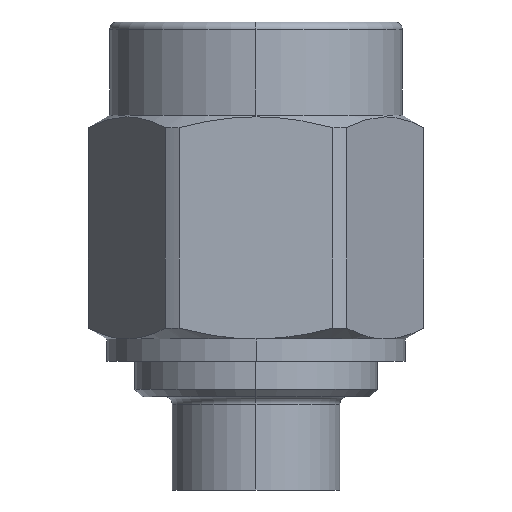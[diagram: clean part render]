
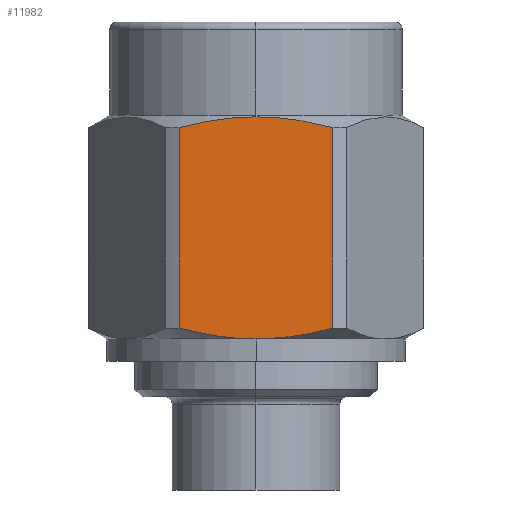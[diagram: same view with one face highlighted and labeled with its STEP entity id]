
A CAD part, left-side view. The second image highlights one B-rep face of the part: STEP entity #11982.
In plain terms, the highlighted planar face has unit normal (-1, 0, 0).
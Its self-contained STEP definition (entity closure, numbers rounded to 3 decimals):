
#187 = CARTESIAN_POINT ( 'NONE',  ( -4., 0., -5.75 ) ) ;
#288 = CARTESIAN_POINT ( 'NONE',  ( -4., 2.062, -0.082 ) ) ;
#558 = CARTESIAN_POINT ( 'NONE',  ( -4., 2.062, -0.082 ) ) ;
#559 = CARTESIAN_POINT ( 'NONE',  ( -4., 1.727, 0.006 ) ) ;
#560 = CARTESIAN_POINT ( 'NONE',  ( -4., 1.389, 0.079 ) ) ;
#561 = CARTESIAN_POINT ( 'NONE',  ( -4., 0.699, 0.18 ) ) ;
#562 = CARTESIAN_POINT ( 'NONE',  ( -4., 0.347, 0.207 ) ) ;
#563 = CARTESIAN_POINT ( 'NONE',  ( -4., 0., 0.207 ) ) ;
#565 = B_SPLINE_CURVE_WITH_KNOTS ( 'NONE', 3,
 ( #563, #562, #561, #560, #559, #558 ),
 .UNSPECIFIED., .F., .F.,
 ( 4, 2, 4 ),
 ( 0.006, 0.007, 0.009 ),
 .UNSPECIFIED. ) ;
#613 = AXIS2_PLACEMENT_3D ( 'NONE', #633, #632, #691 ) ;
#622 = FACE_OUTER_BOUND ( 'NONE', #11966, .T. ) ;
#632 = DIRECTION ( 'NONE',  ( -1., 0., 0. ) ) ;
#633 = CARTESIAN_POINT ( 'NONE',  ( -4., 2.309, -6.35 ) ) ;
#654 = PLANE ( 'NONE',  #613 ) ;
#691 = DIRECTION ( 'NONE',  ( 0., 0., 1. ) ) ;
#1446 = CARTESIAN_POINT ( 'NONE',  ( -4., 0., 0.207 ) ) ;
#5146 = EDGE_CURVE ( 'NONE', #6217, #5155, #7790, .T. ) ;
#5155 = VERTEX_POINT ( 'NONE', #7908 ) ;
#5800 = VERTEX_POINT ( 'NONE', #16186 ) ;
#5806 = EDGE_CURVE ( 'NONE', #5800, #12237, #16210, .T. ) ;
#6217 = VERTEX_POINT ( 'NONE', #288 ) ;
#6320 = EDGE_CURVE ( 'NONE', #12237, #6217, #565, .T. ) ;
#6327 = VERTEX_POINT ( 'NONE', #187 ) ;
#7790 = LINE ( 'NONE', #7812, #7810 ) ;
#7810 = VECTOR ( 'NONE', #7875, 1000. ) ;
#7812 = CARTESIAN_POINT ( 'NONE',  ( -4., 2.062, 2.75 ) ) ;
#7875 = DIRECTION ( 'NONE',  ( 0., 0., -1. ) ) ;
#7908 = CARTESIAN_POINT ( 'NONE',  ( -4., 2.062, -5.461 ) ) ;
#10818 = CARTESIAN_POINT ( 'NONE',  ( -4., -2.062, -5.461 ) ) ;
#10819 = CARTESIAN_POINT ( 'NONE',  ( -4., -1.724, -5.551 ) ) ;
#10820 = CARTESIAN_POINT ( 'NONE',  ( -4., -1.381, -5.624 ) ) ;
#10821 = CARTESIAN_POINT ( 'NONE',  ( -4., -0.693, -5.723 ) ) ;
#10822 = CARTESIAN_POINT ( 'NONE',  ( -4., -0.347, -5.75 ) ) ;
#10823 = CARTESIAN_POINT ( 'NONE',  ( -4., 0., -5.75 ) ) ;
#10827 = B_SPLINE_CURVE_WITH_KNOTS ( 'NONE', 3,
 ( #10823, #10822, #10821, #10820, #10819, #10818 ),
 .UNSPECIFIED., .F., .F.,
 ( 4, 2, 4 ),
 ( 0.004, 0.005, 0.006 ),
 .UNSPECIFIED. ) ;
#10885 = CARTESIAN_POINT ( 'NONE',  ( -4., 0., -5.75 ) ) ;
#10886 = CARTESIAN_POINT ( 'NONE',  ( -4., 0.347, -5.75 ) ) ;
#10887 = CARTESIAN_POINT ( 'NONE',  ( -4., 0.699, -5.723 ) ) ;
#10888 = CARTESIAN_POINT ( 'NONE',  ( -4., 1.389, -5.622 ) ) ;
#10889 = CARTESIAN_POINT ( 'NONE',  ( -4., 1.727, -5.55 ) ) ;
#10890 = CARTESIAN_POINT ( 'NONE',  ( -4., 2.062, -5.461 ) ) ;
#10894 = B_SPLINE_CURVE_WITH_KNOTS ( 'NONE', 3,
 ( #10890, #10889, #10888, #10887, #10886, #10885 ),
 .UNSPECIFIED., .F., .F.,
 ( 4, 2, 4 ),
 ( 0.002, 0.003, 0.004 ),
 .UNSPECIFIED. ) ;
#10940 = DIRECTION ( 'NONE',  ( 0., 0., 1. ) ) ;
#10941 = VECTOR ( 'NONE', #10940, 1000. ) ;
#10953 = CARTESIAN_POINT ( 'NONE',  ( -4., -2.062, 2.75 ) ) ;
#10954 = LINE ( 'NONE', #10953, #10941 ) ;
#10956 = CARTESIAN_POINT ( 'NONE',  ( -4., -2.062, -5.461 ) ) ;
#11966 = EDGE_LOOP ( 'NONE', ( #11974, #15540, #12006, #12008, #12007, #12009 ) ) ;
#11974 = ORIENTED_EDGE ( 'NONE', *, *, #15565, .T. ) ;
#11982 = ADVANCED_FACE ( 'NONE', ( #622 ), #654, .T. ) ;
#12006 = ORIENTED_EDGE ( 'NONE', *, *, #15581, .T. ) ;
#12007 = ORIENTED_EDGE ( 'NONE', *, *, #6320, .T. ) ;
#12008 = ORIENTED_EDGE ( 'NONE', *, *, #5806, .T. ) ;
#12009 = ORIENTED_EDGE ( 'NONE', *, *, #5146, .T. ) ;
#12237 = VERTEX_POINT ( 'NONE', #1446 ) ;
#15514 = EDGE_CURVE ( 'NONE', #6327, #15587, #10827, .T. ) ;
#15540 = ORIENTED_EDGE ( 'NONE', *, *, #15514, .T. ) ;
#15565 = EDGE_CURVE ( 'NONE', #5155, #6327, #10894, .T. ) ;
#15581 = EDGE_CURVE ( 'NONE', #15587, #5800, #10954, .T. ) ;
#15587 = VERTEX_POINT ( 'NONE', #10956 ) ;
#16186 = CARTESIAN_POINT ( 'NONE',  ( -4., -2.062, -0.082 ) ) ;
#16201 = CARTESIAN_POINT ( 'NONE',  ( -4., 0., 0.207 ) ) ;
#16202 = CARTESIAN_POINT ( 'NONE',  ( -4., -0.347, 0.207 ) ) ;
#16203 = CARTESIAN_POINT ( 'NONE',  ( -4., -0.693, 0.18 ) ) ;
#16204 = CARTESIAN_POINT ( 'NONE',  ( -4., -1.381, 0.081 ) ) ;
#16205 = CARTESIAN_POINT ( 'NONE',  ( -4., -1.724, 0.007 ) ) ;
#16206 = CARTESIAN_POINT ( 'NONE',  ( -4., -2.062, -0.082 ) ) ;
#16210 = B_SPLINE_CURVE_WITH_KNOTS ( 'NONE', 3,
 ( #16206, #16205, #16204, #16203, #16202, #16201 ),
 .UNSPECIFIED., .F., .F.,
 ( 4, 2, 4 ),
 ( 0.004, 0.005, 0.006 ),
 .UNSPECIFIED. ) ;
